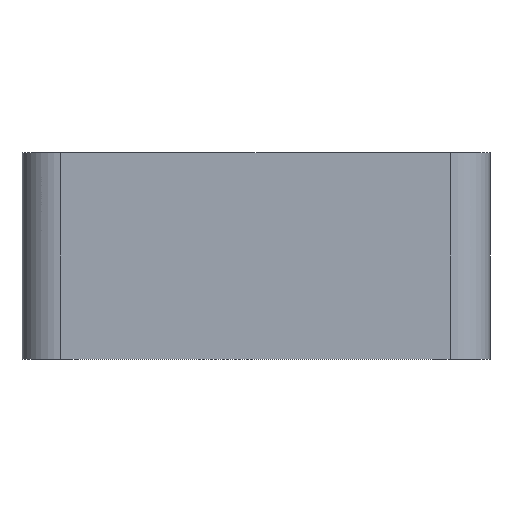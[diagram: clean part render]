
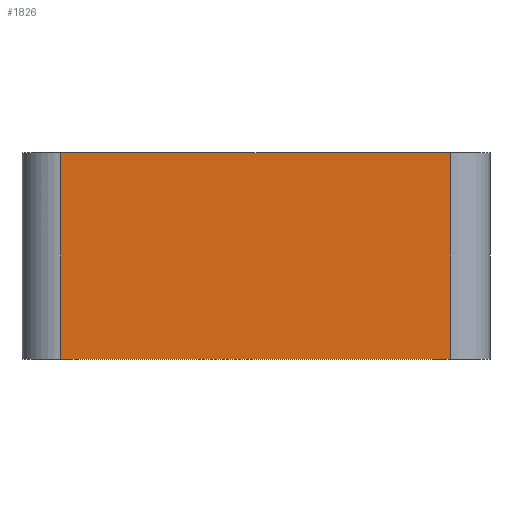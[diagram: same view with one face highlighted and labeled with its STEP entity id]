
A CAD part, left-side view. The second image highlights one B-rep face of the part: STEP entity #1826.
In plain terms, the highlighted planar face has unit normal (-1, 0, 0).
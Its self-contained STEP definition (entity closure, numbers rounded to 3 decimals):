
#46=DIRECTION('',(0.,-1.,0.));
#47=VECTOR('',#46,25.);
#48=CARTESIAN_POINT('',(-15.,12.5,-6.625));
#49=LINE('',#48,#47);
#117=DIRECTION('',(0.,-1.,0.));
#118=VECTOR('',#117,25.);
#119=CARTESIAN_POINT('',(-15.,12.5,6.625));
#120=LINE('',#119,#118);
#227=DIRECTION('',(0.,0.,-1.));
#228=VECTOR('',#227,13.25);
#229=CARTESIAN_POINT('',(-15.,12.5,6.625));
#230=LINE('',#229,#228);
#231=DIRECTION('',(0.,0.,-1.));
#232=VECTOR('',#231,13.25);
#233=CARTESIAN_POINT('',(-15.,-12.5,6.625));
#234=LINE('',#233,#232);
#1241=CARTESIAN_POINT('',(-15.,12.5,-6.625));
#1243=VERTEX_POINT('',#1241);
#1247=CARTESIAN_POINT('',(-15.,12.5,6.625));
#1248=VERTEX_POINT('',#1247);
#1266=CARTESIAN_POINT('',(-15.,-12.5,-6.625));
#1268=VERTEX_POINT('',#1266);
#1269=CARTESIAN_POINT('',(-15.,-12.5,6.625));
#1270=VERTEX_POINT('',#1269);
#1815=CARTESIAN_POINT('',(-15.,15.,-6.625));
#1816=DIRECTION('',(-1.,0.,0.));
#1817=DIRECTION('',(0.,-1.,0.));
#1818=AXIS2_PLACEMENT_3D('',#1815,#1816,#1817);
#1819=PLANE('',#1818);
#1820=ORIENTED_EDGE('',*,*,#1726,.F.);
#1821=ORIENTED_EDGE('',*,*,#1656,.T.);
#1822=ORIENTED_EDGE('',*,*,#1808,.T.);
#1823=ORIENTED_EDGE('',*,*,#1568,.F.);
#1824=EDGE_LOOP('',(#1820,#1821,#1822,#1823));
#1825=FACE_OUTER_BOUND('',#1824,.F.);
#1826=ADVANCED_FACE('',(#1825),#1819,.T.);
#1568=EDGE_CURVE('',#1243,#1268,#49,.T.);
#1656=EDGE_CURVE('',#1248,#1270,#120,.T.);
#1726=EDGE_CURVE('',#1248,#1243,#230,.T.);
#1808=EDGE_CURVE('',#1270,#1268,#234,.T.);
